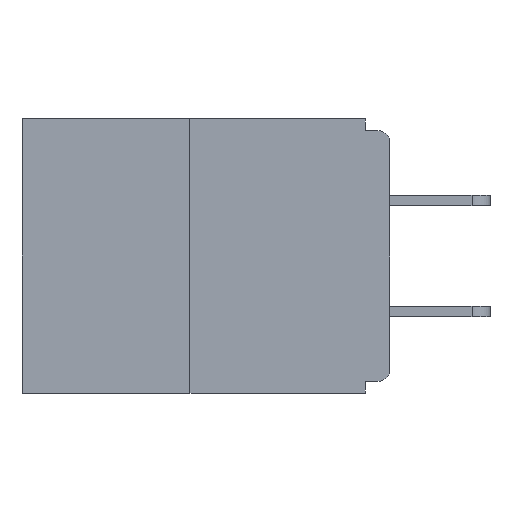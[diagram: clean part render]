
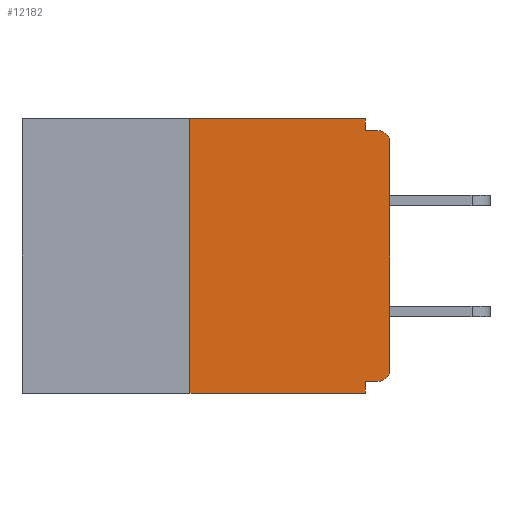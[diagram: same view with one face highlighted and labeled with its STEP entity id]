
A CAD part, left-side view. The second image highlights one B-rep face of the part: STEP entity #12182.
In plain terms, the highlighted planar face has unit normal (-1, 0, 0).
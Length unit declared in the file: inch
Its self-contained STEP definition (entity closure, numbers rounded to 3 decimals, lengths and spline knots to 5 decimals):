
#66 = CARTESIAN_POINT ( 'NONE',  ( 0., 0.25, 0. ) ) ;
#143 = DIRECTION ( 'NONE',  ( 0., 0., 1. ) ) ;
#197 = VECTOR ( 'NONE', #8114, 39.37008 ) ;
#444 = ORIENTED_EDGE ( 'NONE', *, *, #13621, .F. ) ;
#685 = CARTESIAN_POINT ( 'NONE',  ( 0., 0.031, 0. ) ) ;
#749 = DIRECTION ( 'NONE',  ( 0., -1., 0. ) ) ;
#914 = EDGE_CURVE ( 'NONE', #11798, #3568, #5442, .T. ) ;
#1049 = VERTEX_POINT ( 'NONE', #13942 ) ;
#1121 = EDGE_LOOP ( 'NONE', ( #9618, #1434, #6237, #12414, #7886, #12320, #5556, #6935, #444, #10299 ) ) ;
#1247 = AXIS2_PLACEMENT_3D ( 'NONE', #4545, #2393, #12650 ) ;
#1434 = ORIENTED_EDGE ( 'NONE', *, *, #11436, .F. ) ;
#1847 = DIRECTION ( 'NONE',  ( 0., 0., -1. ) ) ;
#2038 = CARTESIAN_POINT ( 'NONE',  ( 0., 0.031, -0.343 ) ) ;
#2106 = CIRCLE ( 'NONE', #14821, 0.015 ) ;
#2393 = DIRECTION ( 'NONE',  ( -1., 0., 0. ) ) ;
#2622 = DIRECTION ( 'NONE',  ( 0., -1., 0. ) ) ;
#2799 = VECTOR ( 'NONE', #2622, 39.37008 ) ;
#2857 = EDGE_CURVE ( 'NONE', #1049, #3822, #7931, .T. ) ;
#2981 = CARTESIAN_POINT ( 'NONE',  ( 0., 0., -0.313 ) ) ;
#3032 = CARTESIAN_POINT ( 'NONE',  ( 0., 0.031, -0.015 ) ) ;
#3370 = LINE ( 'NONE', #10368, #4812 ) ;
#3393 = CARTESIAN_POINT ( 'NONE',  ( 0., 0.015, -0.328 ) ) ;
#3568 = VERTEX_POINT ( 'NONE', #685 ) ;
#3811 = CARTESIAN_POINT ( 'NONE',  ( 0., 0.015, -0.03 ) ) ;
#3822 = VERTEX_POINT ( 'NONE', #2038 ) ;
#3860 = DIRECTION ( 'NONE',  ( 0., 0., -1. ) ) ;
#3925 = VERTEX_POINT ( 'NONE', #7255 ) ;
#4174 = CARTESIAN_POINT ( 'NONE',  ( 0., 0.46, 0. ) ) ;
#4184 = VECTOR ( 'NONE', #14185, 39.37008 ) ;
#4431 = EDGE_CURVE ( 'NONE', #3925, #3822, #8810, .T. ) ;
#4533 = DIRECTION ( 'NONE',  ( 0., 1., 0. ) ) ;
#4545 = CARTESIAN_POINT ( 'NONE',  ( 0., 0.015, -0.313 ) ) ;
#4812 = VECTOR ( 'NONE', #4533, 39.37008 ) ;
#5213 = VERTEX_POINT ( 'NONE', #3393 ) ;
#5442 = LINE ( 'NONE', #4174, #11954 ) ;
#5556 = ORIENTED_EDGE ( 'NONE', *, *, #8362, .T. ) ;
#5588 = CARTESIAN_POINT ( 'NONE',  ( 0., 0.46, 0. ) ) ;
#5779 = CARTESIAN_POINT ( 'NONE',  ( 0., 0.25, 0. ) ) ;
#5898 = CARTESIAN_POINT ( 'NONE',  ( 0., 0., -0.03 ) ) ;
#6033 = DIRECTION ( 'NONE',  ( -1., 0., 0. ) ) ;
#6237 = ORIENTED_EDGE ( 'NONE', *, *, #4431, .T. ) ;
#6914 = LINE ( 'NONE', #10218, #197 ) ;
#6935 = ORIENTED_EDGE ( 'NONE', *, *, #11548, .T. ) ;
#7255 = CARTESIAN_POINT ( 'NONE',  ( 0., 0.25, -0.343 ) ) ;
#7556 = VERTEX_POINT ( 'NONE', #13225 ) ;
#7654 = LINE ( 'NONE', #11037, #4184 ) ;
#7886 = ORIENTED_EDGE ( 'NONE', *, *, #14213, .F. ) ;
#7931 = LINE ( 'NONE', #12090, #10629 ) ;
#7939 = VERTEX_POINT ( 'NONE', #5898 ) ;
#8114 = DIRECTION ( 'NONE',  ( 0., 0., 1. ) ) ;
#8316 = LINE ( 'NONE', #10235, #14652 ) ;
#8362 = EDGE_CURVE ( 'NONE', #12601, #7939, #6914, .T. ) ;
#8810 = LINE ( 'NONE', #11769, #2799 ) ;
#9001 = VECTOR ( 'NONE', #143, 39.37008 ) ;
#9618 = ORIENTED_EDGE ( 'NONE', *, *, #914, .F. ) ;
#10218 = CARTESIAN_POINT ( 'NONE',  ( 0., 0., 0. ) ) ;
#10235 = CARTESIAN_POINT ( 'NONE',  ( 0., 0., -0.015 ) ) ;
#10299 = ORIENTED_EDGE ( 'NONE', *, *, #12663, .F. ) ;
#10368 = CARTESIAN_POINT ( 'NONE',  ( 0., 0., -0.328 ) ) ;
#10629 = VECTOR ( 'NONE', #1847, 39.37008 ) ;
#11037 = CARTESIAN_POINT ( 'NONE',  ( 0., 0.031, 0. ) ) ;
#11355 = PLANE ( 'NONE',  #13164 ) ;
#11386 = EDGE_CURVE ( 'NONE', #5213, #12601, #14640, .T. ) ;
#11436 = EDGE_CURVE ( 'NONE', #3925, #11798, #12057, .T. ) ;
#11548 = EDGE_CURVE ( 'NONE', #7939, #7556, #2106, .T. ) ;
#11769 = CARTESIAN_POINT ( 'NONE',  ( 0., 0.46, -0.343 ) ) ;
#11798 = VERTEX_POINT ( 'NONE', #66 ) ;
#11954 = VECTOR ( 'NONE', #749, 39.37008 ) ;
#12057 = LINE ( 'NONE', #5779, #9001 ) ;
#12090 = CARTESIAN_POINT ( 'NONE',  ( 0., 0.031, -0.343 ) ) ;
#12182 = ADVANCED_FACE ( 'NONE', ( #12574 ), #11355, .F. ) ;
#12320 = ORIENTED_EDGE ( 'NONE', *, *, #11386, .T. ) ;
#12414 = ORIENTED_EDGE ( 'NONE', *, *, #2857, .F. ) ;
#12548 = DIRECTION ( 'NONE',  ( 0., -1., 0. ) ) ;
#12574 = FACE_OUTER_BOUND ( 'NONE', #1121, .T. ) ;
#12601 = VERTEX_POINT ( 'NONE', #2981 ) ;
#12650 = DIRECTION ( 'NONE',  ( 0., 0., -1. ) ) ;
#12663 = EDGE_CURVE ( 'NONE', #3568, #13308, #7654, .T. ) ;
#13164 = AXIS2_PLACEMENT_3D ( 'NONE', #5588, #13644, #14864 ) ;
#13225 = CARTESIAN_POINT ( 'NONE',  ( 0., 0.015, -0.015 ) ) ;
#13308 = VERTEX_POINT ( 'NONE', #3032 ) ;
#13621 = EDGE_CURVE ( 'NONE', #13308, #7556, #8316, .T. ) ;
#13644 = DIRECTION ( 'NONE',  ( 1., 0., 0. ) ) ;
#13942 = CARTESIAN_POINT ( 'NONE',  ( 0., 0.031, -0.328 ) ) ;
#14185 = DIRECTION ( 'NONE',  ( 0., 0., -1. ) ) ;
#14213 = EDGE_CURVE ( 'NONE', #5213, #1049, #3370, .T. ) ;
#14640 = CIRCLE ( 'NONE', #1247, 0.015 ) ;
#14652 = VECTOR ( 'NONE', #12548, 39.37008 ) ;
#14821 = AXIS2_PLACEMENT_3D ( 'NONE', #3811, #6033, #3860 ) ;
#14864 = DIRECTION ( 'NONE',  ( 0., 0., -1. ) ) ;
